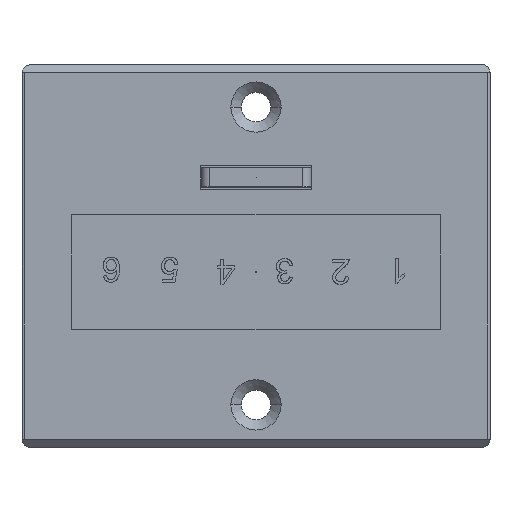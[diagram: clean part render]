
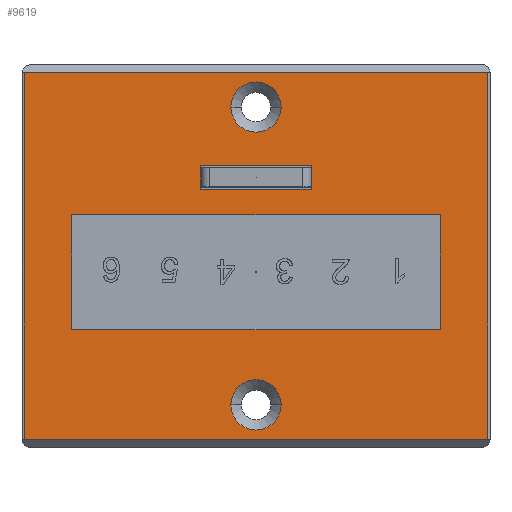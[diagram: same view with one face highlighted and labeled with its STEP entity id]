
A CAD part, top view. The second image highlights one B-rep face of the part: STEP entity #9619.
In plain terms, the highlighted planar face has unit normal (0, 0, 1).
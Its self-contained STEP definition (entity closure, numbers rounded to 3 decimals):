
#39 = CARTESIAN_POINT ( 'NONE',  ( 27.69, 16.408, 66.248 ) ) ;
#445 = DIRECTION ( 'NONE',  ( 0., 1., 0. ) ) ;
#537 = DIRECTION ( 'NONE',  ( 0., 1., 0. ) ) ;
#630 = LINE ( 'NONE', #13921, #5626 ) ;
#698 = LINE ( 'NONE', #4299, #4713 ) ;
#814 = CARTESIAN_POINT ( 'NONE',  ( -27.94, 16.408, 66.248 ) ) ;
#927 = CARTESIAN_POINT ( 'NONE',  ( 27.69, -19.93, 66.248 ) ) ;
#970 = ORIENTED_EDGE ( 'NONE', *, *, #6426, .F. ) ;
#1316 = DIRECTION ( 'NONE',  ( 1., 0., 0. ) ) ;
#1477 = DIRECTION ( 'NONE',  ( 0., -1., 0. ) ) ;
#1829 = ORIENTED_EDGE ( 'NONE', *, *, #4600, .T. ) ;
#1933 = FACE_OUTER_BOUND ( 'NONE', #6105, .T. ) ;
#1973 = CARTESIAN_POINT ( 'NONE',  ( -6.604, 9.906, 66.248 ) ) ;
#2124 = CARTESIAN_POINT ( 'NONE',  ( -21.971, 6.858, 66.248 ) ) ;
#2263 = VERTEX_POINT ( 'NONE', #7354 ) ;
#2416 = CIRCLE ( 'NONE', #7544, 3. ) ;
#2776 = ORIENTED_EDGE ( 'NONE', *, *, #15721, .F. ) ;
#2934 = VERTEX_POINT ( 'NONE', #5183 ) ;
#2950 = VERTEX_POINT ( 'NONE', #13993 ) ;
#2993 = VECTOR ( 'NONE', #11863, 1000. ) ;
#3025 = ORIENTED_EDGE ( 'NONE', *, *, #9726, .T. ) ;
#3211 = DIRECTION ( 'NONE',  ( -1., 0., 0. ) ) ;
#3346 = LINE ( 'NONE', #8219, #7924 ) ;
#3386 = DIRECTION ( 'NONE',  ( 0., 0., -1. ) ) ;
#3523 = ORIENTED_EDGE ( 'NONE', *, *, #10330, .F. ) ;
#3607 = CARTESIAN_POINT ( 'NONE',  ( -27.94, -19.93, 66.248 ) ) ;
#3700 = AXIS2_PLACEMENT_3D ( 'NONE', #14450, #10927, #15489 ) ;
#3799 = AXIS2_PLACEMENT_3D ( 'NONE', #15830, #4638, #12155 ) ;
#4156 = DIRECTION ( 'NONE',  ( -1., 0., 0. ) ) ;
#4210 = VECTOR ( 'NONE', #14443, 1000. ) ;
#4275 = ORIENTED_EDGE ( 'NONE', *, *, #15595, .T. ) ;
#4299 = CARTESIAN_POINT ( 'NONE',  ( -21.971, 6.858, 66.248 ) ) ;
#4300 = CARTESIAN_POINT ( 'NONE',  ( -27.69, -19.93, 66.248 ) ) ;
#4461 = ORIENTED_EDGE ( 'NONE', *, *, #15530, .F. ) ;
#4499 = DIRECTION ( 'NONE',  ( -1., 0., 0. ) ) ;
#4573 = FACE_BOUND ( 'NONE', #14931, .T. ) ;
#4590 = VERTEX_POINT ( 'NONE', #12814 ) ;
#4600 = EDGE_CURVE ( 'NONE', #14180, #15552, #10702, .T. ) ;
#4601 = DIRECTION ( 'NONE',  ( 0., -1., 0. ) ) ;
#4638 = DIRECTION ( 'NONE',  ( 0., 0., -1. ) ) ;
#4713 = VECTOR ( 'NONE', #4601, 1000. ) ;
#4979 = EDGE_CURVE ( 'NONE', #2263, #5300, #630, .T. ) ;
#5161 = EDGE_CURVE ( 'NONE', #7068, #2263, #3346, .T. ) ;
#5183 = CARTESIAN_POINT ( 'NONE',  ( -21.971, -6.858, 66.248 ) ) ;
#5204 = CARTESIAN_POINT ( 'NONE',  ( 27.69, 23.79, 66.248 ) ) ;
#5207 = EDGE_LOOP ( 'NONE', ( #2776, #11045, #3523, #14258 ) ) ;
#5249 = ORIENTED_EDGE ( 'NONE', *, *, #13067, .T. ) ;
#5300 = VERTEX_POINT ( 'NONE', #4300 ) ;
#5528 = VECTOR ( 'NONE', #8730, 1000. ) ;
#5626 = VECTOR ( 'NONE', #12944, 1000. ) ;
#6105 = EDGE_LOOP ( 'NONE', ( #3025, #4275, #8179, #10803 ) ) ;
#6196 = LINE ( 'NONE', #39, #4210 ) ;
#6207 = VERTEX_POINT ( 'NONE', #9105 ) ;
#6323 = AXIS2_PLACEMENT_3D ( 'NONE', #6868, #12639, #4156 ) ;
#6383 = CARTESIAN_POINT ( 'NONE',  ( -6.604, 9.906, 66.248 ) ) ;
#6426 = EDGE_CURVE ( 'NONE', #13490, #10466, #8839, .T. ) ;
#6819 = PLANE ( 'NONE',  #14211 ) ;
#6868 = CARTESIAN_POINT ( 'NONE',  ( 0., 19.71, 66.248 ) ) ;
#6888 = DIRECTION ( 'NONE',  ( 0., 0., -1. ) ) ;
#7068 = VERTEX_POINT ( 'NONE', #5204 ) ;
#7354 = CARTESIAN_POINT ( 'NONE',  ( -27.69, 23.79, 66.248 ) ) ;
#7544 = AXIS2_PLACEMENT_3D ( 'NONE', #14347, #3386, #8262 ) ;
#7624 = LINE ( 'NONE', #12518, #9316 ) ;
#7905 = VERTEX_POINT ( 'NONE', #6383 ) ;
#7924 = VECTOR ( 'NONE', #14467, 1000. ) ;
#7961 = CARTESIAN_POINT ( 'NONE',  ( 6.655, 9.906, 66.248 ) ) ;
#7972 = EDGE_CURVE ( 'NONE', #7905, #11827, #14142, .T. ) ;
#7975 = DIRECTION ( 'NONE',  ( 1., 0., 0. ) ) ;
#8024 = ORIENTED_EDGE ( 'NONE', *, *, #11304, .T. ) ;
#8171 = LINE ( 'NONE', #9758, #2993 ) ;
#8179 = ORIENTED_EDGE ( 'NONE', *, *, #5161, .T. ) ;
#8219 = CARTESIAN_POINT ( 'NONE',  ( -27.94, 23.79, 66.248 ) ) ;
#8262 = DIRECTION ( 'NONE',  ( 1., 0., 0. ) ) ;
#8275 = CARTESIAN_POINT ( 'NONE',  ( -21.971, -6.858, 66.248 ) ) ;
#8356 = VERTEX_POINT ( 'NONE', #13231 ) ;
#8467 = CARTESIAN_POINT ( 'NONE',  ( 3., 19.71, 66.248 ) ) ;
#8590 = CARTESIAN_POINT ( 'NONE',  ( 21.971, 6.858, 66.248 ) ) ;
#8730 = DIRECTION ( 'NONE',  ( 1., 0., 0. ) ) ;
#8839 = LINE ( 'NONE', #9799, #14885 ) ;
#9095 = LINE ( 'NONE', #7961, #14986 ) ;
#9105 = CARTESIAN_POINT ( 'NONE',  ( -3., -15.85, 66.248 ) ) ;
#9316 = VECTOR ( 'NONE', #1477, 1000. ) ;
#9375 = FACE_BOUND ( 'NONE', #5207, .T. ) ;
#9559 = CARTESIAN_POINT ( 'NONE',  ( -3., 19.71, 66.248 ) ) ;
#9619 = ADVANCED_FACE ( 'NONE', ( #15683, #10812, #4573, #9375, #1933 ), #6819, .F. ) ;
#9726 = EDGE_CURVE ( 'NONE', #5300, #15388, #9769, .T. ) ;
#9758 = CARTESIAN_POINT ( 'NONE',  ( 21.971, 6.858, 66.248 ) ) ;
#9769 = LINE ( 'NONE', #3607, #5528 ) ;
#9799 = CARTESIAN_POINT ( 'NONE',  ( 21.971, -6.858, 66.248 ) ) ;
#10330 = EDGE_CURVE ( 'NONE', #11827, #4590, #9095, .T. ) ;
#10466 = VERTEX_POINT ( 'NONE', #8590 ) ;
#10575 = LINE ( 'NONE', #15454, #11681 ) ;
#10702 = CIRCLE ( 'NONE', #3799, 3. ) ;
#10763 = EDGE_CURVE ( 'NONE', #4590, #8356, #10575, .T. ) ;
#10803 = ORIENTED_EDGE ( 'NONE', *, *, #4979, .T. ) ;
#10812 = FACE_BOUND ( 'NONE', #13401, .T. ) ;
#10854 = VECTOR ( 'NONE', #1316, 1000. ) ;
#10927 = DIRECTION ( 'NONE',  ( 0., 0., -1. ) ) ;
#11043 = EDGE_CURVE ( 'NONE', #10466, #13039, #8171, .T. ) ;
#11045 = ORIENTED_EDGE ( 'NONE', *, *, #10763, .F. ) ;
#11080 = LINE ( 'NONE', #8275, #10854 ) ;
#11188 = CIRCLE ( 'NONE', #6323, 3. ) ;
#11304 = EDGE_CURVE ( 'NONE', #15552, #14180, #11188, .T. ) ;
#11636 = CIRCLE ( 'NONE', #3700, 3. ) ;
#11681 = VECTOR ( 'NONE', #4499, 1000. ) ;
#11827 = VERTEX_POINT ( 'NONE', #14446 ) ;
#11863 = DIRECTION ( 'NONE',  ( -1., 0., 0. ) ) ;
#12155 = DIRECTION ( 'NONE',  ( -1., 0., 0. ) ) ;
#12518 = CARTESIAN_POINT ( 'NONE',  ( -6.604, 12.7, 66.248 ) ) ;
#12639 = DIRECTION ( 'NONE',  ( 0., 0., -1. ) ) ;
#12814 = CARTESIAN_POINT ( 'NONE',  ( 6.655, 12.697, 66.248 ) ) ;
#12944 = DIRECTION ( 'NONE',  ( 0., -1., 0. ) ) ;
#13039 = VERTEX_POINT ( 'NONE', #2124 ) ;
#13067 = EDGE_CURVE ( 'NONE', #6207, #2950, #11636, .T. ) ;
#13231 = CARTESIAN_POINT ( 'NONE',  ( -6.604, 12.697, 66.248 ) ) ;
#13401 = EDGE_LOOP ( 'NONE', ( #5249, #15020 ) ) ;
#13430 = EDGE_CURVE ( 'NONE', #2950, #6207, #2416, .T. ) ;
#13490 = VERTEX_POINT ( 'NONE', #13707 ) ;
#13707 = CARTESIAN_POINT ( 'NONE',  ( 21.971, -6.858, 66.248 ) ) ;
#13921 = CARTESIAN_POINT ( 'NONE',  ( -27.69, 16.408, 66.248 ) ) ;
#13993 = CARTESIAN_POINT ( 'NONE',  ( 3., -15.85, 66.248 ) ) ;
#14142 = LINE ( 'NONE', #1973, #15332 ) ;
#14180 = VERTEX_POINT ( 'NONE', #8467 ) ;
#14211 = AXIS2_PLACEMENT_3D ( 'NONE', #814, #6888, #3211 ) ;
#14234 = EDGE_LOOP ( 'NONE', ( #8024, #1829 ) ) ;
#14258 = ORIENTED_EDGE ( 'NONE', *, *, #7972, .F. ) ;
#14347 = CARTESIAN_POINT ( 'NONE',  ( 0., -15.85, 66.248 ) ) ;
#14443 = DIRECTION ( 'NONE',  ( 0., 1., 0. ) ) ;
#14446 = CARTESIAN_POINT ( 'NONE',  ( 6.655, 9.906, 66.248 ) ) ;
#14450 = CARTESIAN_POINT ( 'NONE',  ( 0., -15.85, 66.248 ) ) ;
#14467 = DIRECTION ( 'NONE',  ( -1., 0., 0. ) ) ;
#14756 = ORIENTED_EDGE ( 'NONE', *, *, #11043, .F. ) ;
#14885 = VECTOR ( 'NONE', #445, 1000. ) ;
#14931 = EDGE_LOOP ( 'NONE', ( #970, #4461, #15626, #14756 ) ) ;
#14986 = VECTOR ( 'NONE', #537, 1000. ) ;
#15020 = ORIENTED_EDGE ( 'NONE', *, *, #13430, .T. ) ;
#15332 = VECTOR ( 'NONE', #7975, 1000. ) ;
#15388 = VERTEX_POINT ( 'NONE', #927 ) ;
#15448 = EDGE_CURVE ( 'NONE', #13039, #2934, #698, .T. ) ;
#15454 = CARTESIAN_POINT ( 'NONE',  ( -23.749, 12.697, 66.248 ) ) ;
#15489 = DIRECTION ( 'NONE',  ( 1., 0., 0. ) ) ;
#15530 = EDGE_CURVE ( 'NONE', #2934, #13490, #11080, .T. ) ;
#15552 = VERTEX_POINT ( 'NONE', #9559 ) ;
#15595 = EDGE_CURVE ( 'NONE', #15388, #7068, #6196, .T. ) ;
#15626 = ORIENTED_EDGE ( 'NONE', *, *, #15448, .F. ) ;
#15683 = FACE_BOUND ( 'NONE', #14234, .T. ) ;
#15721 = EDGE_CURVE ( 'NONE', #8356, #7905, #7624, .T. ) ;
#15830 = CARTESIAN_POINT ( 'NONE',  ( 0., 19.71, 66.248 ) ) ;
